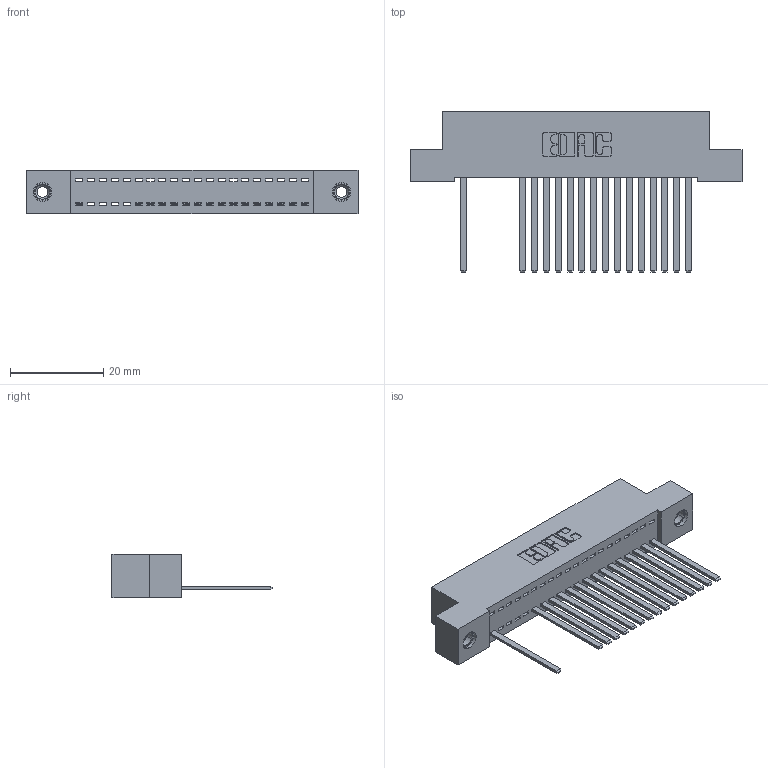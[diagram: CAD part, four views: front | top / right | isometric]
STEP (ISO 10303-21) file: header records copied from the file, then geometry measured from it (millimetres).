
FILE_DESCRIPTION (( 'STEP AP203' ), '1' );
FILE_NAME ('392-020-544-108.STEP', '2018-08-15T06:54:50', ( '' ), ( '' ), 'SwSTEP 2.0', 'SolidWorks 2016', '' );
FILE_SCHEMA (( 'CONFIG_CONTROL_DESIGN' ));
Length unit declared in the file: inch
Products named in the file (4): 342 Part_TI; 345-292-001_345-293-144; 345-250-001_345-250-003-102; 392-020-544-108
Assembly tree (19 placements, depth 2):
  392-020-544-108
    342 Part_TI
    345-292-001_345-293-144  x16
    345-250-001_345-250-003-102  x2
Bounding box: 71.12 x 34.3 x 9.4 mm (x, y, z)
Volume: 6288.6 mm3; surface area: 9132 mm2
Topology: 19 solids, 19 shells, 1050 faces, 3131 edges, 2058 vertices
Faces by surface type: plane 754, cylinder 280, cone 12, torus 4
Entity records: 15814 total; most frequent: CARTESIAN_POINT 2729, ORIENTED_EDGE 2682, DIRECTION 2371, EDGE_CURVE 1341, LINE 1197, VECTOR 1197, VERTEX_POINT 888, AXIS2_PLACEMENT_3D 587
